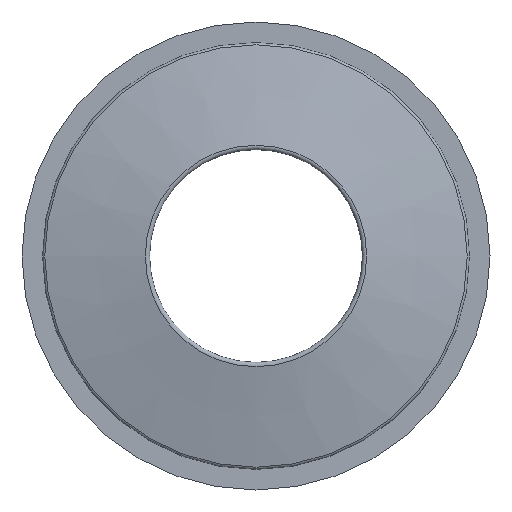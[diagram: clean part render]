
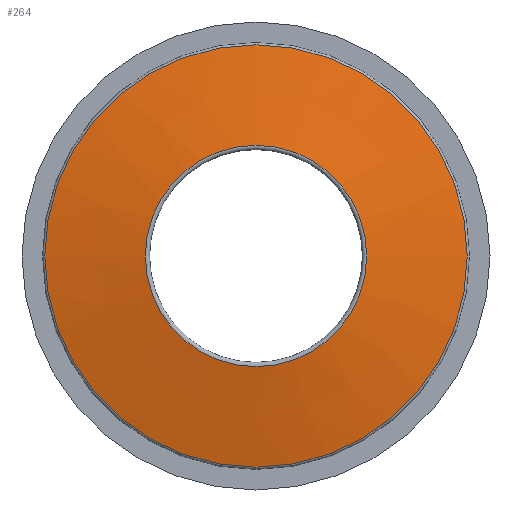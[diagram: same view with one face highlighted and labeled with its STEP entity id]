
A CAD part, front view. The second image highlights one B-rep face of the part: STEP entity #264.
In plain terms, the highlighted conical face has half-angle 78 degrees and reference radius 22.694 mm.
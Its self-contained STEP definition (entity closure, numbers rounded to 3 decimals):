
#19=CONICAL_SURFACE('',#309,22.694,1.361);
#31=FACE_OUTER_BOUND('',#47,.T.);
#47=EDGE_LOOP('',(#189,#190,#191,#192,#193,#194));
#64=LINE('',#473,#73);
#73=VECTOR('',#373,22.694);
#84=CIRCLE('',#306,29.783);
#86=CIRCLE('',#308,29.783);
#87=CIRCLE('',#310,15.604);
#88=CIRCLE('',#311,15.604);
#115=VERTEX_POINT('',#463);
#116=VERTEX_POINT('',#464);
#117=VERTEX_POINT('',#469);
#118=VERTEX_POINT('',#470);
#142=EDGE_CURVE('',#115,#116,#84,.T.);
#144=EDGE_CURVE('',#116,#115,#86,.T.);
#145=EDGE_CURVE('',#117,#118,#87,.T.);
#146=EDGE_CURVE('',#118,#117,#88,.T.);
#147=EDGE_CURVE('',#118,#116,#64,.T.);
#189=ORIENTED_EDGE('',*,*,#145,.F.);
#190=ORIENTED_EDGE('',*,*,#146,.F.);
#191=ORIENTED_EDGE('',*,*,#147,.T.);
#192=ORIENTED_EDGE('',*,*,#144,.T.);
#193=ORIENTED_EDGE('',*,*,#142,.T.);
#194=ORIENTED_EDGE('',*,*,#147,.F.);
#264=ADVANCED_FACE('',(#31),#19,.T.);
#306=AXIS2_PLACEMENT_3D('',#465,#361,#362);
#308=AXIS2_PLACEMENT_3D('',#467,#365,#366);
#309=AXIS2_PLACEMENT_3D('',#468,#367,#368);
#310=AXIS2_PLACEMENT_3D('',#471,#369,#370);
#311=AXIS2_PLACEMENT_3D('',#472,#371,#372);
#361=DIRECTION('center_axis',(0.,-1.,0.));
#362=DIRECTION('ref_axis',(1.,0.,0.));
#365=DIRECTION('center_axis',(0.,-1.,0.));
#366=DIRECTION('ref_axis',(1.,0.,0.));
#367=DIRECTION('center_axis',(0.,1.,0.));
#368=DIRECTION('ref_axis',(-1.,0.,0.));
#369=DIRECTION('center_axis',(0.,-1.,0.));
#370=DIRECTION('ref_axis',(1.,0.,0.));
#371=DIRECTION('center_axis',(0.,-1.,0.));
#372=DIRECTION('ref_axis',(1.,0.,0.));
#373=DIRECTION('',(0.978,0.208,0.));
#463=CARTESIAN_POINT('',(0.,3.025,29.783));
#464=CARTESIAN_POINT('',(29.783,3.025,0.));
#465=CARTESIAN_POINT('Origin',(0.,3.025,0.));
#467=CARTESIAN_POINT('Origin',(0.,3.025,0.));
#468=CARTESIAN_POINT('Origin',(0.,1.518,0.));
#469=CARTESIAN_POINT('',(0.,0.011,15.604));
#470=CARTESIAN_POINT('',(15.604,0.011,0.));
#471=CARTESIAN_POINT('Origin',(0.,0.011,0.));
#472=CARTESIAN_POINT('Origin',(0.,0.011,0.));
#473=CARTESIAN_POINT('',(22.694,1.518,0.));
